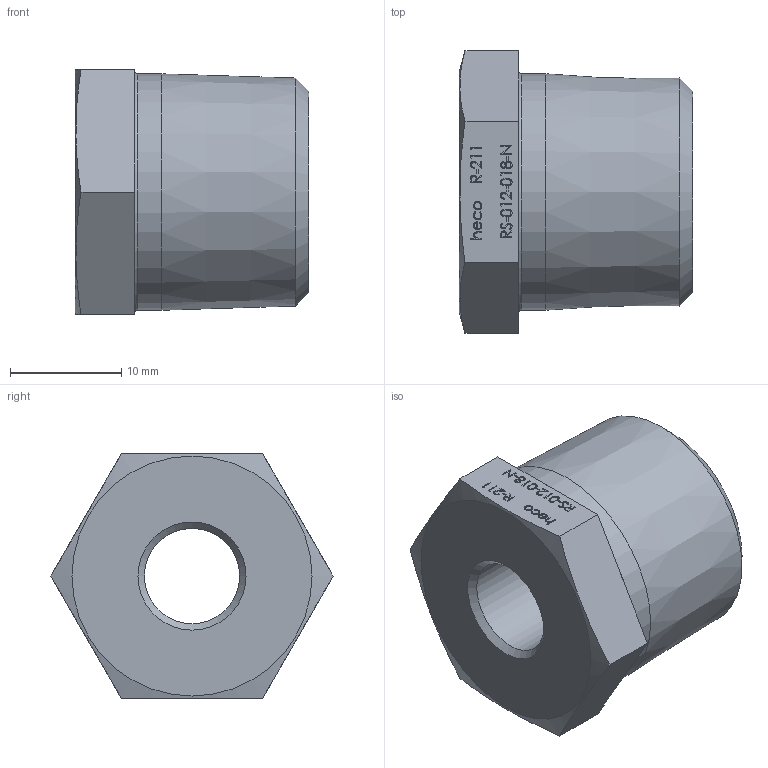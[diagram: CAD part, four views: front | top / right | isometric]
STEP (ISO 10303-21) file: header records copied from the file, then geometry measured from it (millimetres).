
FILE_DESCRIPTION (( 'STEP AP214' ), '1' );
FILE_NAME ('RS-012-018-N R-211 Reduzierstück 2011.STEP', '2020-11-06T13:30:25', ( '' ), ( '' ), 'SwSTEP 2.0', 'SolidWorks 2019', '' );
FILE_SCHEMA (( 'AUTOMOTIVE_DESIGN' ));
Length unit declared in the file: millimetre
Products named in the file (1): RS-012-018-N R-211 Reduzierstück 2011
Bounding box: 21 x 25.4 x 22.01 mm (x, y, z)
Volume: 6351.8 mm3; surface area: 2613.6 mm2
Topology: 1 solids, 1 shells, 252 faces, 656 edges, 436 vertices
Faces by surface type: plane 137, bspline 107, cone 5, cylinder 2, torus 1
Full cylindrical faces by diameter (mm): 8.566 x1, 21.267 x1
Entity records: 16127 total; most frequent: CARTESIAN_POINT 8186, ORIENTED_EDGE 1292, DIRECTION 728, EDGE_CURVE 646, VERTEX_POINT 434, LINE 416, VECTOR 416, EDGE_LOOP 292
